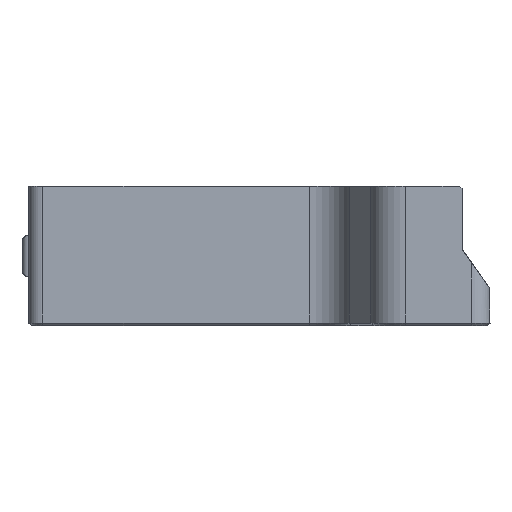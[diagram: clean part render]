
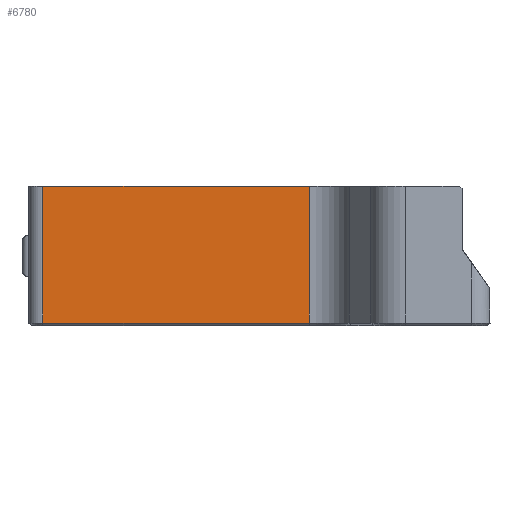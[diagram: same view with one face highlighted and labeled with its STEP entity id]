
A CAD part, left-side view. The second image highlights one B-rep face of the part: STEP entity #6780.
In plain terms, the highlighted planar face has unit normal (-1, 0, 0).
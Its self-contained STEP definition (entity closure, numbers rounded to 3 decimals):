
#500=FACE_OUTER_BOUND('',#881,.T.);
#881=EDGE_LOOP('',(#4798,#4799,#4800,#4801));
#1375=LINE('',#10154,#2138);
#1379=LINE('',#10170,#2142);
#1390=LINE('',#10205,#2153);
#1391=LINE('',#10207,#2154);
#2138=VECTOR('',#8090,10.);
#2142=VECTOR('',#8110,10.);
#2153=VECTOR('',#8159,10.);
#2154=VECTOR('',#8162,10.);
#2906=VERTEX_POINT('',#10144);
#2909=VERTEX_POINT('',#10153);
#2912=VERTEX_POINT('',#10164);
#2913=VERTEX_POINT('',#10168);
#3622=EDGE_CURVE('',#2906,#2909,#1375,.T.);
#3630=EDGE_CURVE('',#2912,#2913,#1379,.T.);
#3646=EDGE_CURVE('',#2912,#2906,#1390,.T.);
#3647=EDGE_CURVE('',#2909,#2913,#1391,.T.);
#4798=ORIENTED_EDGE('',*,*,#3646,.F.);
#4799=ORIENTED_EDGE('',*,*,#3630,.T.);
#4800=ORIENTED_EDGE('',*,*,#3647,.F.);
#4801=ORIENTED_EDGE('',*,*,#3622,.F.);
#6494=PLANE('',#7228);
#6780=ADVANCED_FACE('',(#500),#6494,.T.);
#7228=AXIS2_PLACEMENT_3D('',#10206,#8160,#8161);
#8090=DIRECTION('',(0.,0.,1.));
#8110=DIRECTION('',(0.,0.,1.));
#8159=DIRECTION('',(0.,1.,0.));
#8160=DIRECTION('center_axis',(-1.,0.,0.));
#8161=DIRECTION('ref_axis',(0.,1.,0.));
#8162=DIRECTION('',(0.,-1.,0.));
#10144=CARTESIAN_POINT('',(-187.4,30.5,-9.6));
#10153=CARTESIAN_POINT('',(-187.4,30.5,10.));
#10154=CARTESIAN_POINT('',(-187.4,30.5,8.));
#10164=CARTESIAN_POINT('',(-187.4,-7.602,-9.6));
#10168=CARTESIAN_POINT('',(-187.4,-7.602,10.));
#10170=CARTESIAN_POINT('',(-187.4,-7.602,8.));
#10205=CARTESIAN_POINT('',(-187.4,14.106,-9.6));
#10206=CARTESIAN_POINT('Origin',(-187.4,30.5,-11.));
#10207=CARTESIAN_POINT('',(-187.4,15.25,10.));
